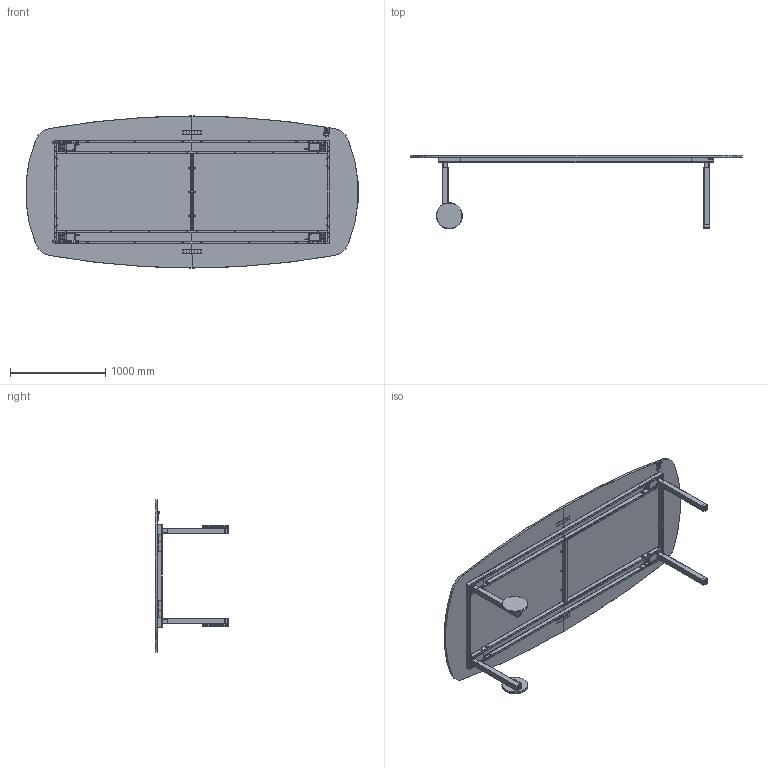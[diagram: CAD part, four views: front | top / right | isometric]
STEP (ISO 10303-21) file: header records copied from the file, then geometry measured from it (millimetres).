
FILE_DESCRIPTION (( 'STEP AP203' ), '1' );
FILE_NAME ('WAGON TABLE 3500 - HIGH END by Swedstyle_563001XXG-1.STEP', '2021-03-08T13:11:26', ( '' ), ( '' ), 'SwSTEP 2.0', 'SolidWorks 2019', '' );
FILE_SCHEMA (( 'CONFIG_CONTROL_DESIGN' ));
Length unit declared in the file: millimetre
Products named in the file (3): Skiva inkl. bordskontroll - Wagon Table 3500 HIGH END; WAGON TABLE 3500  - HIGH END by Swedstyle_563001XXG-1; Wagon Table 3500, +50mm, exkl. skiva - HIGH END
Assembly tree (2 placements, depth 2):
  WAGON TABLE 3500  - HIGH END by Swedstyle_563001XXG-1
    Wagon Table 3500, +50mm, exkl. skiva - HIGH END
    Skiva inkl. bordskontroll - Wagon Table 3500 HIGH END
Bounding box: 3491.51 x 773.9 x 1600 mm (x, y, z)
Surface area: 15560215.7 mm2 (no closed solid volume)
Topology: 0 solids, 320 shells, 1495 faces, 6589 edges, 5288 vertices
Faces by surface type: plane 647, cylinder 581, sphere 87, cone 84, torus 80, bspline 16
Entity records: 70530 total; most frequent: CARTESIAN_POINT 15677, DIRECTION 12124, ORIENTED_EDGE 8787, EDGE_CURVE 6569, VERTEX_POINT 5288, AXIS2_PLACEMENT_3D 4355, VECTOR 3414, LINE 3414
